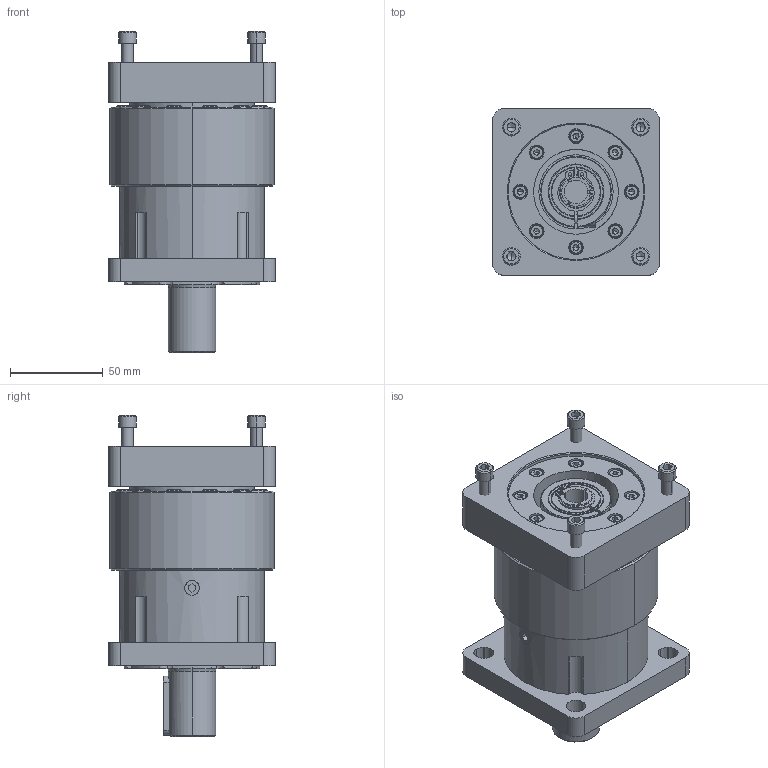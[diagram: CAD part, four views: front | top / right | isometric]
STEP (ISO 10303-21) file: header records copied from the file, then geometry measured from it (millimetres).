
FILE_DESCRIPTION (( 'STEP AP203' ), '1' );
FILE_NAME ('HPGCN34-8050.step', '2021-03-30T17:07:11', ( '' ), ( '' ), 'SwSTEP 2.0', 'SolidWorks 2021', '' );
FILE_SCHEMA (( 'CONFIG_CONTROL_DESIGN' ));
Length unit declared in the file: inch
Products named in the file (1): HPGCN34-8050
Bounding box: 90 x 90 x 172.98 mm (x, y, z)
Volume: 725702.9 mm3; surface area: 90932.2 mm2
Topology: 11 solids, 34 shells, 1225 faces, 3121 edges, 1931 vertices
Faces by surface type: plane 603, cylinder 342, cone 242, bspline 38
Entity records: 39958 total; most frequent: CARTESIAN_POINT 10178, DIRECTION 6505, ORIENTED_EDGE 6034, EDGE_CURVE 3017, AXIS2_PLACEMENT_3D 2462, VERTEX_POINT 1931, VECTOR 1581, LINE 1581
